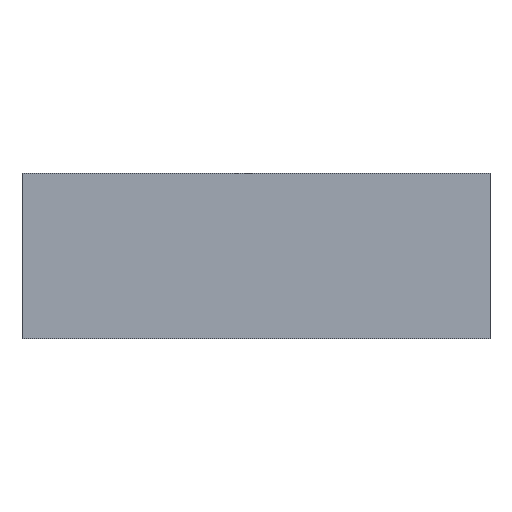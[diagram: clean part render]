
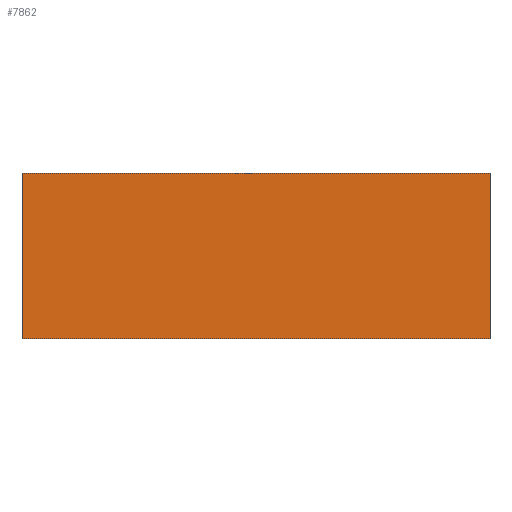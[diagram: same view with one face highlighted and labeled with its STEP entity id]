
A CAD part, left-side view. The second image highlights one B-rep face of the part: STEP entity #7862.
In plain terms, the highlighted planar face has unit normal (-1, 0, 0).
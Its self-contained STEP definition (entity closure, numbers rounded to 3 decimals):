
#934=FACE_OUTER_BOUND('',#1376,.T.);
#1376=EDGE_LOOP('',(#6831,#6832,#6833,#6834));
#1733=LINE('',#12120,#2495);
#2158=LINE('',#13384,#2920);
#2159=LINE('',#13386,#2921);
#2160=LINE('',#13387,#2922);
#2495=VECTOR('',#8804,10.);
#2920=VECTOR('',#9867,10.);
#2921=VECTOR('',#9868,10.);
#2922=VECTOR('',#9869,10.);
#3268=VERTEX_POINT('',#12113);
#3271=VERTEX_POINT('',#12118);
#3663=VERTEX_POINT('',#13383);
#3664=VERTEX_POINT('',#13385);
#4180=EDGE_CURVE('',#3268,#3271,#1733,.T.);
#4736=EDGE_CURVE('',#3663,#3268,#2158,.T.);
#4737=EDGE_CURVE('',#3664,#3271,#2159,.T.);
#4738=EDGE_CURVE('',#3663,#3664,#2160,.T.);
#6831=ORIENTED_EDGE('',*,*,#4736,.T.);
#6832=ORIENTED_EDGE('',*,*,#4180,.T.);
#6833=ORIENTED_EDGE('',*,*,#4737,.F.);
#6834=ORIENTED_EDGE('',*,*,#4738,.F.);
#7143=PLANE('',#8289);
#7862=ADVANCED_FACE('',(#934),#7143,.T.);
#8289=AXIS2_PLACEMENT_3D('',#13382,#9865,#9866);
#8804=DIRECTION('',(0.,0.,1.));
#9865=DIRECTION('center_axis',(-1.,0.,0.));
#9866=DIRECTION('ref_axis',(0.,-1.,0.));
#9867=DIRECTION('',(0.,-1.,0.));
#9868=DIRECTION('',(0.,-1.,0.));
#9869=DIRECTION('',(0.,0.,1.));
#12113=CARTESIAN_POINT('',(0.,0.,0.));
#12118=CARTESIAN_POINT('',(0.,0.,38.1));
#12120=CARTESIAN_POINT('',(0.,0.,0.));
#13382=CARTESIAN_POINT('Origin',(0.,107.95,0.));
#13383=CARTESIAN_POINT('',(0.,107.95,0.));
#13384=CARTESIAN_POINT('',(0.,107.95,0.));
#13385=CARTESIAN_POINT('',(0.,107.95,38.1));
#13386=CARTESIAN_POINT('',(0.,107.95,38.1));
#13387=CARTESIAN_POINT('',(0.,107.95,0.));
